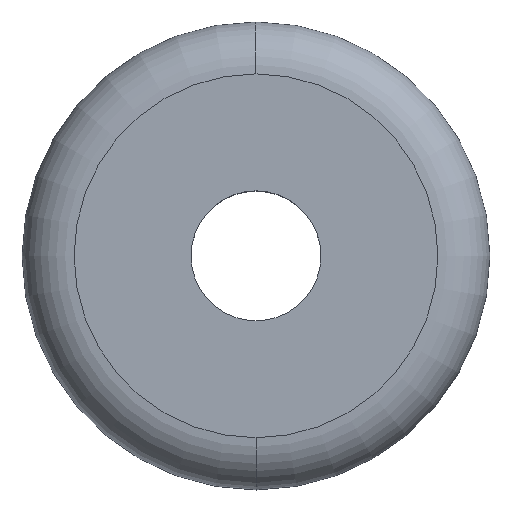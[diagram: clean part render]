
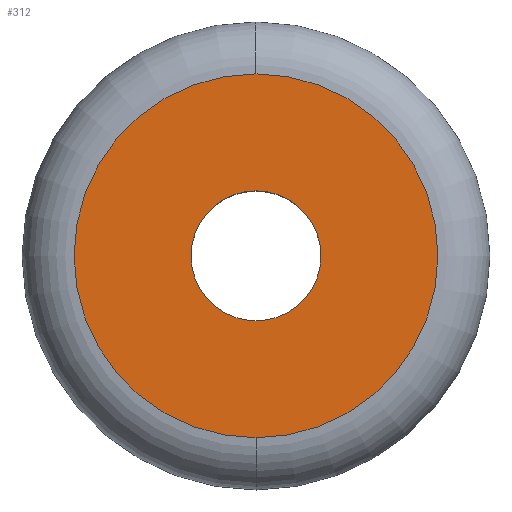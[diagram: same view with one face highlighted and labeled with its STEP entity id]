
A CAD part, top view. The second image highlights one B-rep face of the part: STEP entity #312.
In plain terms, the highlighted planar face has unit normal (0, 0, 1).
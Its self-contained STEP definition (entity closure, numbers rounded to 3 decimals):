
#179=CARTESIAN_POINT('POINT11',(0.,-4.445,3.81));
#180=VERTEX_POINT('VERTEX11',#179);
#188=CARTESIAN_POINT('POINT12',(0.,4.445,
   3.81));
#189=VERTEX_POINT('VERTEX12',#188);
#190=CARTESIAN_POINT('POS22',(0.,0.,3.81)
   );
#191=DIRECTION('DIR41',(0.,0.,1.));
#192=DIRECTION('DIR42',(0.,1.,0.));
#193=AXIS2_PLACEMENT_3D('AXIS20',#190,#191,#192);
#194=CIRCLE('ELLIPSE14',#193,4.445);
#195=EDGE_CURVE('EDGE16',#189,#180,#194,.T.);
#214=CARTESIAN_POINT('POS25',(0.,0.,3.81));
#215=DIRECTION('DIR47',(0.,0.,-1.));
#216=DIRECTION('DIR48',(0.,1.,0.));
#217=AXIS2_PLACEMENT_3D('AXIS23',#214,#215,#216);
#218=CIRCLE('ELLIPSE16',#217,4.445);
#219=EDGE_CURVE('EDGE18',#189,#180,#218,.T.);
#262=CARTESIAN_POINT('POINT15',(0.,-1.588,3.81));
#263=VERTEX_POINT('VERTEX15',#262);
#270=CARTESIAN_POINT('POINT16',(0.,1.588,
   3.81));
#271=VERTEX_POINT('VERTEX16',#270);
#272=CARTESIAN_POINT('POS31',(0.,0.,3.81)
   );
#273=DIRECTION('DIR58',(0.,0.,-1.));
#274=DIRECTION('DIR59',(0.,1.,0.));
#275=AXIS2_PLACEMENT_3D('AXIS28',#272,#273,#274);
#276=CIRCLE('ELLIPSE19',#275,1.588);
#277=EDGE_CURVE('EDGE22',#271,#263,#276,.T.);
#293=ORIENTED_EDGE('COEDGE41',*,*,#219,.F.);
#294=ORIENTED_EDGE('COEDGE42',*,*,#195,.T.);
#295=EDGE_LOOP('NONE',(#293,#294));
#296=FACE_BOUND('LOOP1',#295,.T.);
#297=CARTESIAN_POINT('POS34',(0.,0.,3.81))
   ;
#298=DIRECTION('DIR63',(0.,0.,1.));
#299=DIRECTION('DIR64',(0.,1.,0.));
#300=AXIS2_PLACEMENT_3D('AXIS30',#297,#298,#299);
#301=CIRCLE('ELLIPSE20',#300,1.588);
#302=EDGE_CURVE('EDGE24',#271,#263,#301,.T.);
#303=ORIENTED_EDGE('COEDGE43',*,*,#302,.F.);
#304=ORIENTED_EDGE('COEDGE44',*,*,#277,.T.);
#305=EDGE_LOOP('NONE',(#303,#304));
#306=FACE_BOUND('LOOP1',#305,.T.);
#307=CARTESIAN_POINT('POS35',(0.,0.,3.81));
#308=DIRECTION('DIR65',(0.,0.,1.));
#309=DIRECTION('DIR66',(1.,0.,0.));
#310=AXIS2_PLACEMENT_3D('AXIS31',#307,#308,#309);
#311=PLANE('PLANE4',#310);
#312=ADVANCED_FACE('FACE11',(#296,#306),#311,.T.);
